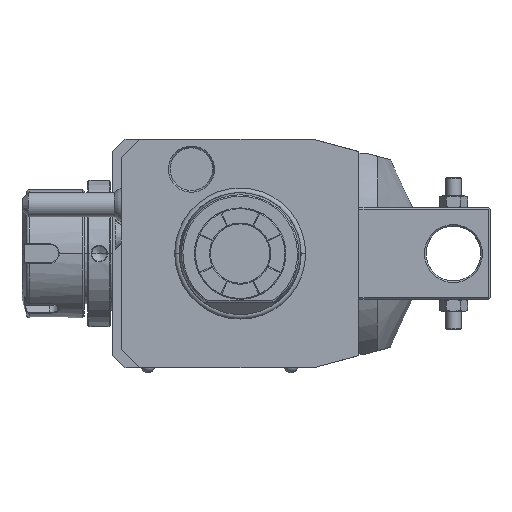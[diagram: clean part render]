
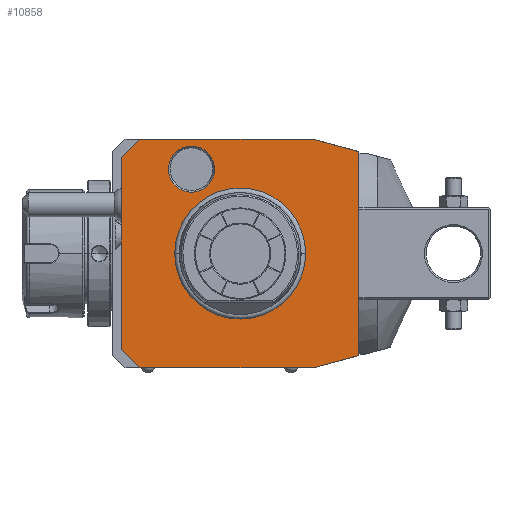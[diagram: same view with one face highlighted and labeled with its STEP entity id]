
A CAD part, front view. The second image highlights one B-rep face of the part: STEP entity #10858.
In plain terms, the highlighted planar face has unit normal (0, -1, 0).
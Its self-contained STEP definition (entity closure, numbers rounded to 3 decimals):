
#1=DIRECTION('',(-0.966,0.,0.259));
#2=VECTOR('',#1,15.529);
#3=CARTESIAN_POINT('',(39.,0.,33.481));
#4=LINE('',#3,#2);
#5=DIRECTION('',(0.,0.,1.));
#6=VECTOR('',#5,66.962);
#7=CARTESIAN_POINT('',(39.,0.,-33.481));
#8=LINE('',#7,#6);
#9=DIRECTION('',(0.966,0.,0.259));
#10=VECTOR('',#9,15.529);
#11=CARTESIAN_POINT('',(24.,0.,-37.5));
#12=LINE('',#11,#10);
#13=DIRECTION('',(1.,0.,0.));
#14=VECTOR('',#13,57.);
#15=CARTESIAN_POINT('',(-33.,0.,-37.5));
#16=LINE('',#15,#14);
#17=DIRECTION('',(0.707,0.,-0.707));
#18=VECTOR('',#17,8.485);
#19=CARTESIAN_POINT('',(-39.,0.,-31.5));
#20=LINE('',#19,#18);
#21=DIRECTION('',(0.,0.,-1.));
#22=VECTOR('',#21,63.);
#23=CARTESIAN_POINT('',(-39.,0.,31.5));
#24=LINE('',#23,#22);
#25=DIRECTION('',(-0.707,0.,-0.707));
#26=VECTOR('',#25,8.485);
#27=CARTESIAN_POINT('',(-33.,0.,37.5));
#28=LINE('',#27,#26);
#29=DIRECTION('',(-1.,0.,0.));
#30=VECTOR('',#29,57.);
#31=CARTESIAN_POINT('',(24.,0.,37.5));
#32=LINE('',#31,#30);
#33=CARTESIAN_POINT('',(-16.,0.,27.713));
#34=DIRECTION('',(0.,1.,0.));
#35=DIRECTION('',(1.,0.,0.));
#36=AXIS2_PLACEMENT_3D('',#33,#34,#35);
#38=CARTESIAN_POINT('',(-16.,0.,27.713));
#39=DIRECTION('',(0.,1.,0.));
#40=DIRECTION('',(-1.,0.,0.));
#41=AXIS2_PLACEMENT_3D('',#38,#39,#40);
#7547=CARTESIAN_POINT('',(0.,0.,0.));
#7548=DIRECTION('',(0.,1.,0.));
#7549=DIRECTION('',(-1.,0.,0.));
#7550=AXIS2_PLACEMENT_3D('',#7547,#7548,#7549);
#7552=CARTESIAN_POINT('',(0.,0.,0.));
#7553=DIRECTION('',(0.,1.,0.));
#7554=DIRECTION('',(1.,0.,0.));
#7555=AXIS2_PLACEMENT_3D('',#7552,#7553,#7554);
#9732=CARTESIAN_POINT('',(-8.423,0.,27.713));
#9733=CARTESIAN_POINT('',(-23.577,0.,27.713));
#9734=VERTEX_POINT('',#9732);
#9735=VERTEX_POINT('',#9733);
#10651=CARTESIAN_POINT('',(39.,0.,33.481));
#10652=CARTESIAN_POINT('',(24.,0.,37.5));
#10653=VERTEX_POINT('',#10651);
#10654=VERTEX_POINT('',#10652);
#10655=CARTESIAN_POINT('',(-33.,0.,37.5));
#10656=VERTEX_POINT('',#10655);
#10657=CARTESIAN_POINT('',(-39.,0.,31.5));
#10658=VERTEX_POINT('',#10657);
#10659=CARTESIAN_POINT('',(-39.,0.,-31.5));
#10660=VERTEX_POINT('',#10659);
#10661=CARTESIAN_POINT('',(-33.,0.,-37.5));
#10662=VERTEX_POINT('',#10661);
#10663=CARTESIAN_POINT('',(24.,0.,-37.5));
#10664=VERTEX_POINT('',#10663);
#10665=CARTESIAN_POINT('',(39.,0.,-33.481));
#10666=VERTEX_POINT('',#10665);
#10715=CARTESIAN_POINT('',(-21.137,0.,0.));
#10716=CARTESIAN_POINT('',(21.137,0.,0.));
#10717=VERTEX_POINT('',#10715);
#10718=VERTEX_POINT('',#10716);
#10823=CARTESIAN_POINT('',(0.,0.,0.));
#10824=DIRECTION('',(0.,-1.,0.));
#10825=DIRECTION('',(-1.,0.,0.));
#10826=AXIS2_PLACEMENT_3D('',#10823,#10824,#10825);
#10827=PLANE('',#10826);
#10829=ORIENTED_EDGE('',*,*,#10828,.F.);
#10831=ORIENTED_EDGE('',*,*,#10830,.F.);
#10833=ORIENTED_EDGE('',*,*,#10832,.F.);
#10835=ORIENTED_EDGE('',*,*,#10834,.F.);
#10837=ORIENTED_EDGE('',*,*,#10836,.F.);
#10839=ORIENTED_EDGE('',*,*,#10838,.F.);
#10841=ORIENTED_EDGE('',*,*,#10840,.F.);
#10843=ORIENTED_EDGE('',*,*,#10842,.F.);
#10844=EDGE_LOOP('',(#10829,#10831,#10833,#10835,#10837,#10839,#10841,#10843));
#10845=FACE_OUTER_BOUND('',#10844,.F.);
#10847=ORIENTED_EDGE('',*,*,#10846,.F.);
#10849=ORIENTED_EDGE('',*,*,#10848,.F.);
#10850=EDGE_LOOP('',(#10847,#10849));
#10851=FACE_BOUND('',#10850,.F.);
#10853=ORIENTED_EDGE('',*,*,#10852,.F.);
#10855=ORIENTED_EDGE('',*,*,#10854,.F.);
#10856=EDGE_LOOP('',(#10853,#10855));
#10857=FACE_BOUND('',#10856,.F.);
#37=CIRCLE('',#36,7.577);
#42=CIRCLE('',#41,7.577);
#7551=CIRCLE('',#7550,21.137);
#7556=CIRCLE('',#7555,21.137);
#10828=EDGE_CURVE('',#10653,#10654,#4,.T.);
#10830=EDGE_CURVE('',#10666,#10653,#8,.T.);
#10832=EDGE_CURVE('',#10664,#10666,#12,.T.);
#10834=EDGE_CURVE('',#10662,#10664,#16,.T.);
#10836=EDGE_CURVE('',#10660,#10662,#20,.T.);
#10838=EDGE_CURVE('',#10658,#10660,#24,.T.);
#10840=EDGE_CURVE('',#10656,#10658,#28,.T.);
#10842=EDGE_CURVE('',#10654,#10656,#32,.T.);
#10846=EDGE_CURVE('',#10717,#10718,#7551,.T.);
#10848=EDGE_CURVE('',#10718,#10717,#7556,.T.);
#10852=EDGE_CURVE('',#9734,#9735,#37,.T.);
#10854=EDGE_CURVE('',#9735,#9734,#42,.T.);
#10858=ADVANCED_FACE('',(#10845,#10851,#10857),#10827,.T.);
